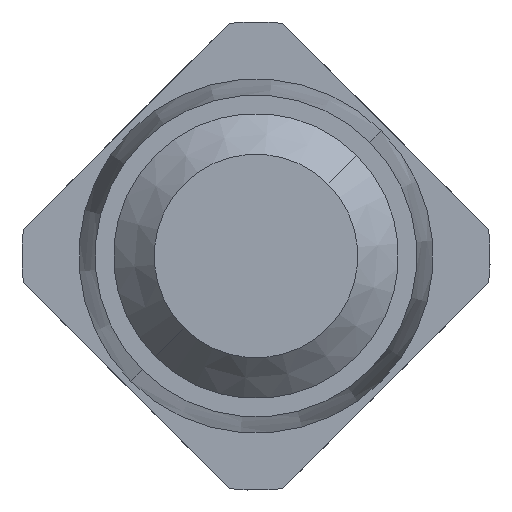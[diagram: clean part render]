
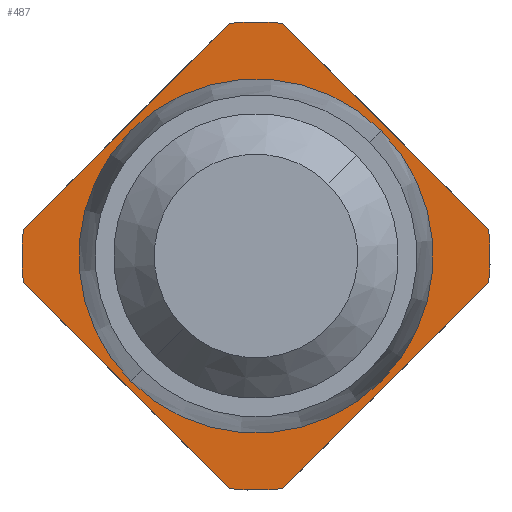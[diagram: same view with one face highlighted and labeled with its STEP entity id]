
A CAD part, front view. The second image highlights one B-rep face of the part: STEP entity #487.
In plain terms, the highlighted planar face has unit normal (0, -1, 0).
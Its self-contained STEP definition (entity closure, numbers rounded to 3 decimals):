
#171 = EDGE_LOOP ( 'NONE', ( #3254, #720, #589, #1303, #1066, #1893, #951, #3257 ) ) ;
#181 = ORIENTED_EDGE ( 'NONE', *, *, #3508, .F. ) ;
#255 = CARTESIAN_POINT ( 'NONE',  ( 0.571, 37.5, -0.065 ) ) ;
#292 = DIRECTION ( 'NONE',  ( 0., -1., 0. ) ) ;
#297 = VERTEX_POINT ( 'NONE', #255 ) ;
#298 = EDGE_CURVE ( 'NONE', #409, #2141, #3171, .T. ) ;
#346 = CARTESIAN_POINT ( 'NONE',  ( -0.725, 37.5, 0.088 ) ) ;
#349 = VECTOR ( 'NONE', #998, 1000. ) ;
#400 = EDGE_CURVE ( 'NONE', #1990, #2268, #3407, .T. ) ;
#405 = CIRCLE ( 'NONE', #3428, 0.575 ) ;
#409 = VERTEX_POINT ( 'NONE', #1566 ) ;
#412 = VECTOR ( 'NONE', #975, 1000. ) ;
#440 = CARTESIAN_POINT ( 'NONE',  ( -0.318, 37.5, 0.318 ) ) ;
#452 = PLANE ( 'NONE',  #3107 ) ;
#487 = ADVANCED_FACE ( 'Defeature ausgef�hrt1_2', ( #490, #1582 ), #452, .T. ) ;
#490 = FACE_BOUND ( 'NONE', #2020, .T. ) ;
#556 = CARTESIAN_POINT ( 'NONE',  ( -0.065, 37.5, 0.571 ) ) ;
#589 = ORIENTED_EDGE ( 'NONE', *, *, #400, .T. ) ;
#629 = EDGE_CURVE ( 'NONE', #297, #1490, #2936, .T. ) ;
#698 = DIRECTION ( 'NONE',  ( 0., -1., 0. ) ) ;
#720 = ORIENTED_EDGE ( 'NONE', *, *, #1612, .T. ) ;
#759 = EDGE_CURVE ( 'NONE', #2268, #1973, #2880, .T. ) ;
#827 = CARTESIAN_POINT ( 'NONE',  ( -0.571, 37.5, -0.065 ) ) ;
#852 = CARTESIAN_POINT ( 'NONE',  ( 0.571, 37.5, 0.065 ) ) ;
#910 = CARTESIAN_POINT ( 'NONE',  ( -0.065, 37.5, -0.571 ) ) ;
#928 = DIRECTION ( 'NONE',  ( 0., -1., 0. ) ) ;
#951 = ORIENTED_EDGE ( 'NONE', *, *, #629, .T. ) ;
#960 = CARTESIAN_POINT ( 'NONE',  ( 0., 37.5, 0. ) ) ;
#975 = DIRECTION ( 'NONE',  ( 0.707, 0., 0.707 ) ) ;
#998 = DIRECTION ( 'NONE',  ( -0.707, 0., -0.707 ) ) ;
#1066 = ORIENTED_EDGE ( 'NONE', *, *, #2195, .T. ) ;
#1162 = DIRECTION ( 'NONE',  ( 0.707, 0., -0.707 ) ) ;
#1209 = ORIENTED_EDGE ( 'NONE', *, *, #1390, .F. ) ;
#1241 = DIRECTION ( 'NONE',  ( 0.707, 0., 0.707 ) ) ;
#1303 = ORIENTED_EDGE ( 'NONE', *, *, #759, .T. ) ;
#1317 = VERTEX_POINT ( 'NONE', #2737 ) ;
#1337 = CARTESIAN_POINT ( 'NONE',  ( -0.308, 37.5, -0.308 ) ) ;
#1390 = EDGE_CURVE ( 'NONE', #2487, #3506, #3188, .T. ) ;
#1490 = VERTEX_POINT ( 'NONE', #852 ) ;
#1535 = CARTESIAN_POINT ( 'NONE',  ( 0.318, 37.5, -0.318 ) ) ;
#1539 = CIRCLE ( 'NONE', #1649, 0.435 ) ;
#1566 = CARTESIAN_POINT ( 'NONE',  ( 0.065, 37.5, 0.571 ) ) ;
#1582 = FACE_OUTER_BOUND ( 'NONE', #171, .T. ) ;
#1612 = EDGE_CURVE ( 'NONE', #2141, #1990, #3559, .T. ) ;
#1643 = CARTESIAN_POINT ( 'NONE',  ( 0., 37.5, 0. ) ) ;
#1649 = AXIS2_PLACEMENT_3D ( 'NONE', #960, #698, #1824 ) ;
#1824 = DIRECTION ( 'NONE',  ( 0.707, 0., 0.707 ) ) ;
#1893 = ORIENTED_EDGE ( 'NONE', *, *, #3569, .T. ) ;
#1932 = VECTOR ( 'NONE', #1162, 1000. ) ;
#1934 = CARTESIAN_POINT ( 'NONE',  ( -0.407, 37.5, 0.407 ) ) ;
#1973 = VERTEX_POINT ( 'NONE', #910 ) ;
#1990 = VERTEX_POINT ( 'NONE', #2338 ) ;
#2020 = EDGE_LOOP ( 'NONE', ( #1209, #181 ) ) ;
#2068 = VECTOR ( 'NONE', #2771, 1000. ) ;
#2137 = LINE ( 'NONE', #1535, #412 ) ;
#2141 = VERTEX_POINT ( 'NONE', #556 ) ;
#2195 = EDGE_CURVE ( 'NONE', #1973, #1317, #405, .T. ) ;
#2213 = DIRECTION ( 'NONE',  ( 0., -1., 0. ) ) ;
#2264 = DIRECTION ( 'NONE',  ( 0.707, 0., 0.707 ) ) ;
#2268 = VERTEX_POINT ( 'NONE', #827 ) ;
#2338 = CARTESIAN_POINT ( 'NONE',  ( -0.571, 37.5, 0.065 ) ) ;
#2371 = CARTESIAN_POINT ( 'NONE',  ( 0., 37.5, 0. ) ) ;
#2452 = AXIS2_PLACEMENT_3D ( 'NONE', #2371, #928, #1241 ) ;
#2459 = LINE ( 'NONE', #3293, #2068 ) ;
#2487 = VERTEX_POINT ( 'NONE', #1337 ) ;
#2589 = AXIS2_PLACEMENT_3D ( 'NONE', #3659, #3387, #3446 ) ;
#2737 = CARTESIAN_POINT ( 'NONE',  ( 0.065, 37.5, -0.571 ) ) ;
#2759 = AXIS2_PLACEMENT_3D ( 'NONE', #3094, #3612, #2777 ) ;
#2771 = DIRECTION ( 'NONE',  ( -0.707, 0., 0.707 ) ) ;
#2777 = DIRECTION ( 'NONE',  ( 0.707, 0., 0.707 ) ) ;
#2787 = DIRECTION ( 'NONE',  ( 0.707, 0., 0.707 ) ) ;
#2806 = DIRECTION ( 'NONE',  ( 0.707, 0., 0.707 ) ) ;
#2827 = CARTESIAN_POINT ( 'NONE',  ( 0., 37.5, 0. ) ) ;
#2880 = LINE ( 'NONE', #346, #1932 ) ;
#2936 = CIRCLE ( 'NONE', #2589, 0.575 ) ;
#3094 = CARTESIAN_POINT ( 'NONE',  ( 0., 37.5, 0. ) ) ;
#3107 = AXIS2_PLACEMENT_3D ( 'NONE', #1934, #2213, #2787 ) ;
#3171 = CIRCLE ( 'NONE', #3574, 0.575 ) ;
#3188 = CIRCLE ( 'NONE', #2759, 0.435 ) ;
#3254 = ORIENTED_EDGE ( 'NONE', *, *, #298, .T. ) ;
#3256 = EDGE_CURVE ( 'NONE', #1490, #409, #2459, .T. ) ;
#3257 = ORIENTED_EDGE ( 'NONE', *, *, #3256, .T. ) ;
#3293 = CARTESIAN_POINT ( 'NONE',  ( -0.088, 37.5, 0.725 ) ) ;
#3387 = DIRECTION ( 'NONE',  ( 0., -1., 0. ) ) ;
#3407 = CIRCLE ( 'NONE', #2452, 0.575 ) ;
#3428 = AXIS2_PLACEMENT_3D ( 'NONE', #2827, #292, #2806 ) ;
#3446 = DIRECTION ( 'NONE',  ( 0.707, 0., 0.707 ) ) ;
#3506 = VERTEX_POINT ( 'NONE', #3554 ) ;
#3508 = EDGE_CURVE ( 'NONE', #3506, #2487, #1539, .T. ) ;
#3554 = CARTESIAN_POINT ( 'NONE',  ( 0.308, 37.5, 0.308 ) ) ;
#3559 = LINE ( 'NONE', #440, #349 ) ;
#3569 = EDGE_CURVE ( 'NONE', #1317, #297, #2137, .T. ) ;
#3574 = AXIS2_PLACEMENT_3D ( 'NONE', #1643, #3609, #2264 ) ;
#3609 = DIRECTION ( 'NONE',  ( 0., -1., 0. ) ) ;
#3612 = DIRECTION ( 'NONE',  ( 0., -1., 0. ) ) ;
#3659 = CARTESIAN_POINT ( 'NONE',  ( 0., 37.5, 0. ) ) ;
